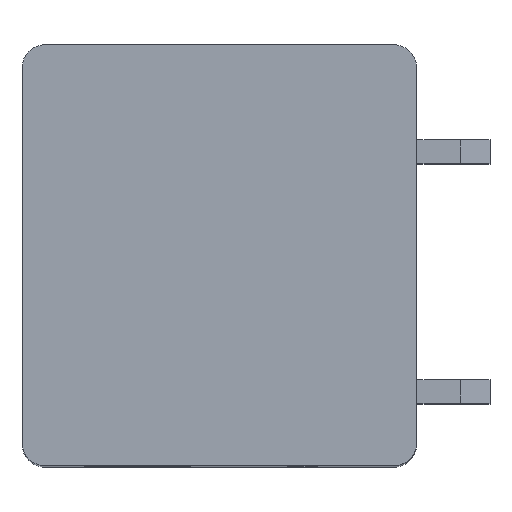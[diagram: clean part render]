
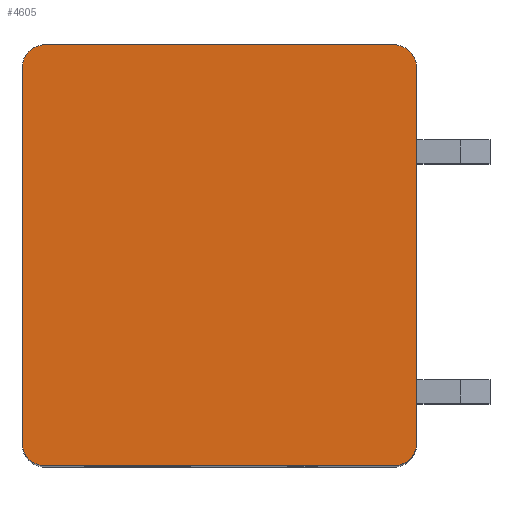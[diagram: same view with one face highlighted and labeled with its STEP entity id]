
A CAD part, top view. The second image highlights one B-rep face of the part: STEP entity #4605.
In plain terms, the highlighted planar face has unit normal (0, 0, 1).
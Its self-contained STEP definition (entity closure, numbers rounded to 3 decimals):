
#739=CARTESIAN_POINT('',(-5.95,6.4,2.5));
#740=DIRECTION('',(0.,0.,1.));
#741=DIRECTION('',(0.,1.,0.));
#742=AXIS2_PLACEMENT_3D('',#739,#740,#741);
#744=DIRECTION('',(-1.,0.,0.));
#745=VECTOR('',#744,11.9);
#746=CARTESIAN_POINT('',(5.95,7.2,2.5));
#747=LINE('',#746,#745);
#748=CARTESIAN_POINT('',(5.95,6.4,2.5));
#749=DIRECTION('',(0.,0.,1.));
#750=DIRECTION('',(1.,0.,0.));
#751=AXIS2_PLACEMENT_3D('',#748,#749,#750);
#753=DIRECTION('',(0.,1.,0.));
#754=VECTOR('',#753,12.8);
#755=CARTESIAN_POINT('',(6.75,-6.4,2.5));
#756=LINE('',#755,#754);
#757=CARTESIAN_POINT('',(5.95,-6.4,2.5));
#758=DIRECTION('',(0.,0.,1.));
#759=DIRECTION('',(0.,-1.,0.));
#760=AXIS2_PLACEMENT_3D('',#757,#758,#759);
#762=DIRECTION('',(1.,0.,0.));
#763=VECTOR('',#762,11.9);
#764=CARTESIAN_POINT('',(-5.95,-7.2,2.5));
#765=LINE('',#764,#763);
#766=CARTESIAN_POINT('',(-5.95,-6.4,2.5));
#767=DIRECTION('',(0.,0.,1.));
#768=DIRECTION('',(-1.,0.,0.));
#769=AXIS2_PLACEMENT_3D('',#766,#767,#768);
#771=DIRECTION('',(0.,-1.,0.));
#772=VECTOR('',#771,12.8);
#773=CARTESIAN_POINT('',(-6.75,6.4,2.5));
#774=LINE('',#773,#772);
#3268=CARTESIAN_POINT('',(-5.95,7.2,2.5));
#3269=VERTEX_POINT('',#3268);
#3270=CARTESIAN_POINT('',(-6.75,6.4,2.5));
#3271=VERTEX_POINT('',#3270);
#3276=CARTESIAN_POINT('',(6.75,6.4,2.5));
#3277=VERTEX_POINT('',#3276);
#3278=CARTESIAN_POINT('',(5.95,7.2,2.5));
#3279=VERTEX_POINT('',#3278);
#3284=CARTESIAN_POINT('',(-6.75,-6.4,2.5));
#3285=VERTEX_POINT('',#3284);
#3286=CARTESIAN_POINT('',(-5.95,-7.2,2.5));
#3287=VERTEX_POINT('',#3286);
#3292=CARTESIAN_POINT('',(5.95,-7.2,2.5));
#3293=VERTEX_POINT('',#3292);
#3294=CARTESIAN_POINT('',(6.75,-6.4,2.5));
#3295=VERTEX_POINT('',#3294);
#4590=CARTESIAN_POINT('',(0.,0.,2.5));
#4591=DIRECTION('',(0.,0.,1.));
#4592=DIRECTION('',(1.,0.,0.));
#4593=AXIS2_PLACEMENT_3D('',#4590,#4591,#4592);
#4594=PLANE('',#4593);
#4595=ORIENTED_EDGE('',*,*,#4126,.F.);
#4596=ORIENTED_EDGE('',*,*,#4142,.F.);
#4597=ORIENTED_EDGE('',*,*,#4275,.F.);
#4598=ORIENTED_EDGE('',*,*,#4290,.F.);
#4599=ORIENTED_EDGE('',*,*,#4403,.F.);
#4600=ORIENTED_EDGE('',*,*,#4416,.F.);
#4601=ORIENTED_EDGE('',*,*,#4571,.F.);
#4602=ORIENTED_EDGE('',*,*,#4583,.F.);
#4603=EDGE_LOOP('',(#4595,#4596,#4597,#4598,#4599,#4600,#4601,#4602));
#4604=FACE_OUTER_BOUND('',#4603,.F.);
#743=CIRCLE('',#742,0.8);
#752=CIRCLE('',#751,0.8);
#761=CIRCLE('',#760,0.8);
#770=CIRCLE('',#769,0.8);
#4126=EDGE_CURVE('',#3269,#3271,#743,.T.);
#4142=EDGE_CURVE('',#3279,#3269,#747,.T.);
#4275=EDGE_CURVE('',#3277,#3279,#752,.T.);
#4290=EDGE_CURVE('',#3295,#3277,#756,.T.);
#4403=EDGE_CURVE('',#3293,#3295,#761,.T.);
#4416=EDGE_CURVE('',#3287,#3293,#765,.T.);
#4571=EDGE_CURVE('',#3285,#3287,#770,.T.);
#4583=EDGE_CURVE('',#3271,#3285,#774,.T.);
#4605=ADVANCED_FACE('',(#4604),#4594,.T.);
